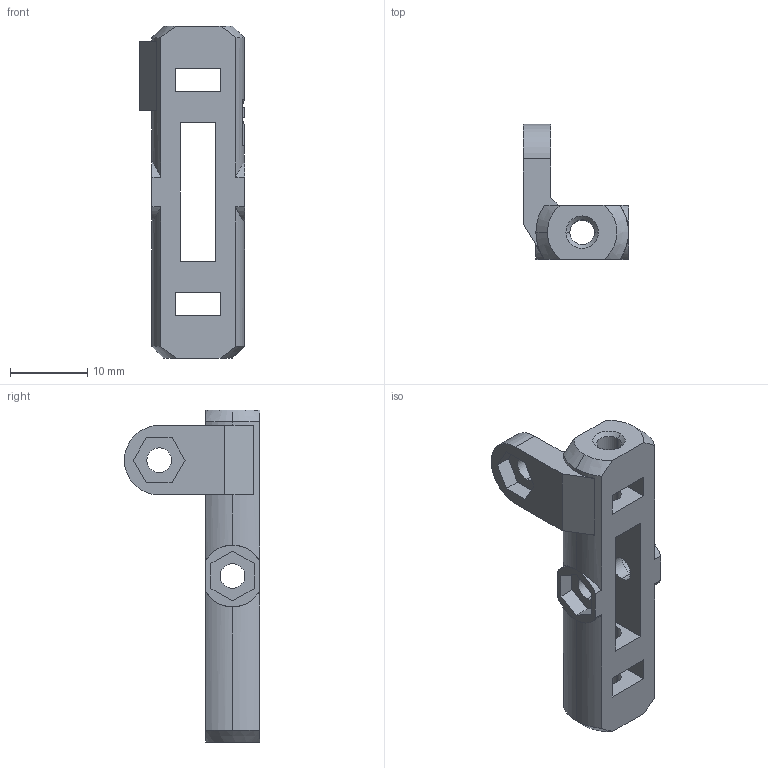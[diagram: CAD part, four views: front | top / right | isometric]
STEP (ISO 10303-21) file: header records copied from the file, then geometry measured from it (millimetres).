
FILE_DESCRIPTION (( 'STEP AP203' ), '1' );
FILE_NAME ('pivot-beam-r.step', '2015-08-11T12:41:31', ( 'Cesar' ), ( '' ), 'SwSTEP 2.0', 'SolidWorks 2013', '' );
FILE_SCHEMA (( 'CONFIG_CONTROL_DESIGN' ));
Length unit declared in the file: millimetre
Products named in the file (1): pivot-beam-r
Bounding box: 13.6 x 17.5 x 43 mm (x, y, z)
Volume: 2572.8 mm3; surface area: 2468.8 mm2
Topology: 1 solids, 1 shells, 98 faces, 262 edges, 171 vertices
Faces by surface type: plane 51, cylinder 33, cone 10, bspline 4
Entity records: 3560 total; most frequent: CARTESIAN_POINT 994, ORIENTED_EDGE 524, DIRECTION 495, EDGE_CURVE 262, VERTEX_POINT 171, LINE 167, VECTOR 167, AXIS2_PLACEMENT_3D 164
